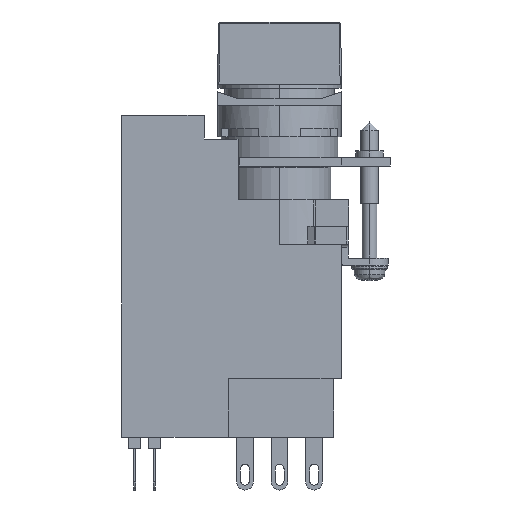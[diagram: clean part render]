
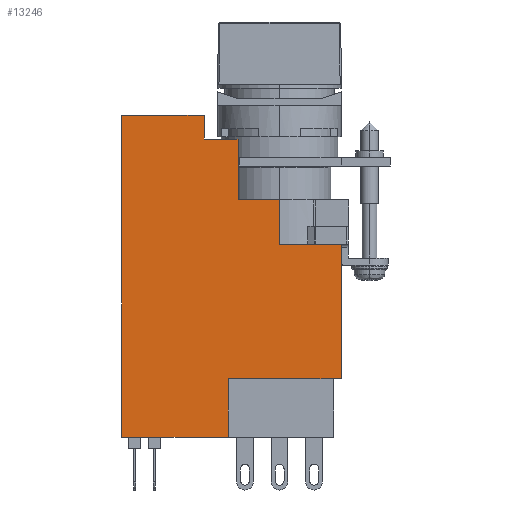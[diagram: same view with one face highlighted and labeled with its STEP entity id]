
A CAD part, left-side view. The second image highlights one B-rep face of the part: STEP entity #13246.
In plain terms, the highlighted planar face has unit normal (-1, 0, 0).
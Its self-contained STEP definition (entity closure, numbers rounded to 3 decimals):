
#46 = DIRECTION ( 'NONE',  ( -1., 0., 0. ) ) ;
#216 = VECTOR ( 'NONE', #8337, 1000. ) ;
#448 = DIRECTION ( 'NONE',  ( 0., 1., 0. ) ) ;
#472 = EDGE_LOOP ( 'NONE', ( #10592, #7278, #1198, #4772, #11386, #1754, #7619, #13816, #6450, #5829, #6681, #2291 ) ) ;
#567 = DIRECTION ( 'NONE',  ( 0., 0., 1. ) ) ;
#614 = VERTEX_POINT ( 'NONE', #10192 ) ;
#1198 = ORIENTED_EDGE ( 'NONE', *, *, #6421, .T. ) ;
#1224 = FACE_OUTER_BOUND ( 'NONE', #472, .T. ) ;
#1754 = ORIENTED_EDGE ( 'NONE', *, *, #13048, .T. ) ;
#1797 = VERTEX_POINT ( 'NONE', #3692 ) ;
#2218 = CARTESIAN_POINT ( 'NONE',  ( -8.9, 10.9, 43.1 ) ) ;
#2291 = ORIENTED_EDGE ( 'NONE', *, *, #13356, .T. ) ;
#2473 = EDGE_CURVE ( 'NONE', #5912, #7352, #14242, .T. ) ;
#2520 = DIRECTION ( 'NONE',  ( 0., -1., 0. ) ) ;
#2738 = VECTOR ( 'NONE', #13232, 1000. ) ;
#2859 = DIRECTION ( 'NONE',  ( 0., 0., 1. ) ) ;
#3464 = CARTESIAN_POINT ( 'NONE',  ( -8.9, 6.95, 0. ) ) ;
#3496 = EDGE_CURVE ( 'NONE', #11213, #9160, #8848, .T. ) ;
#3537 = CARTESIAN_POINT ( 'NONE',  ( -8.9, 6.95, 27.8 ) ) ;
#3631 = LINE ( 'NONE', #8437, #2738 ) ;
#3653 = VECTOR ( 'NONE', #4715, 1000. ) ;
#3692 = CARTESIAN_POINT ( 'NONE',  ( -8.9, 0., 34.3 ) ) ;
#3735 = LINE ( 'NONE', #8538, #3979 ) ;
#3967 = DIRECTION ( 'NONE',  ( 0., 1., 0. ) ) ;
#3979 = VECTOR ( 'NONE', #13331, 1000. ) ;
#4319 = CARTESIAN_POINT ( 'NONE',  ( -8.9, 6., 34.3 ) ) ;
#4421 = DIRECTION ( 'NONE',  ( 0., 1., 0. ) ) ;
#4604 = VERTEX_POINT ( 'NONE', #2218 ) ;
#4715 = DIRECTION ( 'NONE',  ( 0., 0., 1. ) ) ;
#4772 = ORIENTED_EDGE ( 'NONE', *, *, #15232, .T. ) ;
#4833 = DIRECTION ( 'NONE',  ( 0., 0., 1. ) ) ;
#4957 = CARTESIAN_POINT ( 'NONE',  ( -8.9, 6., 43.1 ) ) ;
#5207 = EDGE_CURVE ( 'NONE', #15265, #4604, #6415, .T. ) ;
#5409 = LINE ( 'NONE', #10218, #8623 ) ;
#5829 = ORIENTED_EDGE ( 'NONE', *, *, #5207, .T. ) ;
#5912 = VERTEX_POINT ( 'NONE', #14863 ) ;
#6010 = PLANE ( 'NONE',  #15535 ) ;
#6415 = LINE ( 'NONE', #11223, #14675 ) ;
#6421 = EDGE_CURVE ( 'NONE', #7352, #8544, #5409, .T. ) ;
#6450 = ORIENTED_EDGE ( 'NONE', *, *, #11360, .T. ) ;
#6484 = VECTOR ( 'NONE', #4421, 1000. ) ;
#6547 = LINE ( 'NONE', #11344, #10000 ) ;
#6665 = CARTESIAN_POINT ( 'NONE',  ( -8.9, 10.9, 46.5 ) ) ;
#6681 = ORIENTED_EDGE ( 'NONE', *, *, #8834, .T. ) ;
#6692 = CARTESIAN_POINT ( 'NONE',  ( -8.9, 22.8, 46.5 ) ) ;
#6820 = CARTESIAN_POINT ( 'NONE',  ( -8.9, -8.9, 27.8 ) ) ;
#7278 = ORIENTED_EDGE ( 'NONE', *, *, #2473, .T. ) ;
#7352 = VERTEX_POINT ( 'NONE', #10705 ) ;
#7619 = ORIENTED_EDGE ( 'NONE', *, *, #13648, .T. ) ;
#8269 = DIRECTION ( 'NONE',  ( 0., -1., 0. ) ) ;
#8337 = DIRECTION ( 'NONE',  ( 0., 1., 0. ) ) ;
#8437 = CARTESIAN_POINT ( 'NONE',  ( -8.9, 0., 23.25 ) ) ;
#8506 = LINE ( 'NONE', #13296, #11302 ) ;
#8538 = CARTESIAN_POINT ( 'NONE',  ( -8.9, 22.8, 23.25 ) ) ;
#8544 = VERTEX_POINT ( 'NONE', #11985 ) ;
#8623 = VECTOR ( 'NONE', #15011, 1000. ) ;
#8834 = EDGE_CURVE ( 'NONE', #4604, #10082, #10689, .T. ) ;
#8848 = LINE ( 'NONE', #13638, #14187 ) ;
#9160 = VERTEX_POINT ( 'NONE', #6820 ) ;
#9266 = VECTOR ( 'NONE', #3967, 1000. ) ;
#9678 = VERTEX_POINT ( 'NONE', #4319 ) ;
#9949 = LINE ( 'NONE', #14737, #9266 ) ;
#9981 = CARTESIAN_POINT ( 'NONE',  ( -8.9, -8.9, 8.5 ) ) ;
#10000 = VECTOR ( 'NONE', #567, 1000. ) ;
#10082 = VERTEX_POINT ( 'NONE', #6665 ) ;
#10192 = CARTESIAN_POINT ( 'NONE',  ( -8.9, 0., 27.8 ) ) ;
#10218 = CARTESIAN_POINT ( 'NONE',  ( -8.9, 7.4, 23.25 ) ) ;
#10398 = LINE ( 'NONE', #15194, #6484 ) ;
#10592 = ORIENTED_EDGE ( 'NONE', *, *, #13266, .T. ) ;
#10689 = LINE ( 'NONE', #15491, #3653 ) ;
#10705 = CARTESIAN_POINT ( 'NONE',  ( -8.9, 7.4, 0. ) ) ;
#10817 = CARTESIAN_POINT ( 'NONE',  ( -8.9, -8.9, 0. ) ) ;
#11213 = VERTEX_POINT ( 'NONE', #9981 ) ;
#11223 = CARTESIAN_POINT ( 'NONE',  ( -8.9, 6.95, 43.1 ) ) ;
#11302 = VECTOR ( 'NONE', #2520, 1000. ) ;
#11344 = CARTESIAN_POINT ( 'NONE',  ( -8.9, 6., 23.25 ) ) ;
#11360 = EDGE_CURVE ( 'NONE', #9678, #15265, #6547, .T. ) ;
#11386 = ORIENTED_EDGE ( 'NONE', *, *, #3496, .T. ) ;
#11478 = EDGE_CURVE ( 'NONE', #1797, #9678, #10398, .T. ) ;
#11985 = CARTESIAN_POINT ( 'NONE',  ( -8.9, 7.4, 8.5 ) ) ;
#13048 = EDGE_CURVE ( 'NONE', #9160, #614, #14316, .T. ) ;
#13232 = DIRECTION ( 'NONE',  ( 0., 0., 1. ) ) ;
#13246 = ADVANCED_FACE ( 'NONE', ( #1224 ), #6010, .T. ) ;
#13266 = EDGE_CURVE ( 'NONE', #13850, #5912, #3735, .T. ) ;
#13296 = CARTESIAN_POINT ( 'NONE',  ( -8.9, 6.95, 8.5 ) ) ;
#13331 = DIRECTION ( 'NONE',  ( 0., 0., -1. ) ) ;
#13356 = EDGE_CURVE ( 'NONE', #10082, #13850, #9949, .T. ) ;
#13430 = VECTOR ( 'NONE', #8269, 1000. ) ;
#13638 = CARTESIAN_POINT ( 'NONE',  ( -8.9, -8.9, 18.2 ) ) ;
#13648 = EDGE_CURVE ( 'NONE', #614, #1797, #3631, .T. ) ;
#13816 = ORIENTED_EDGE ( 'NONE', *, *, #11478, .T. ) ;
#13850 = VERTEX_POINT ( 'NONE', #6692 ) ;
#14187 = VECTOR ( 'NONE', #2859, 1000. ) ;
#14242 = LINE ( 'NONE', #3464, #13430 ) ;
#14316 = LINE ( 'NONE', #3537, #216 ) ;
#14675 = VECTOR ( 'NONE', #448, 1000. ) ;
#14737 = CARTESIAN_POINT ( 'NONE',  ( -8.9, 6.95, 46.5 ) ) ;
#14863 = CARTESIAN_POINT ( 'NONE',  ( -8.9, 22.8, 0. ) ) ;
#15011 = DIRECTION ( 'NONE',  ( 0., 0., 1. ) ) ;
#15194 = CARTESIAN_POINT ( 'NONE',  ( -8.9, 6.95, 34.3 ) ) ;
#15232 = EDGE_CURVE ( 'NONE', #8544, #11213, #8506, .T. ) ;
#15265 = VERTEX_POINT ( 'NONE', #4957 ) ;
#15491 = CARTESIAN_POINT ( 'NONE',  ( -8.9, 10.9, 23.25 ) ) ;
#15535 = AXIS2_PLACEMENT_3D ( 'NONE', #10817, #46, #4833 ) ;
